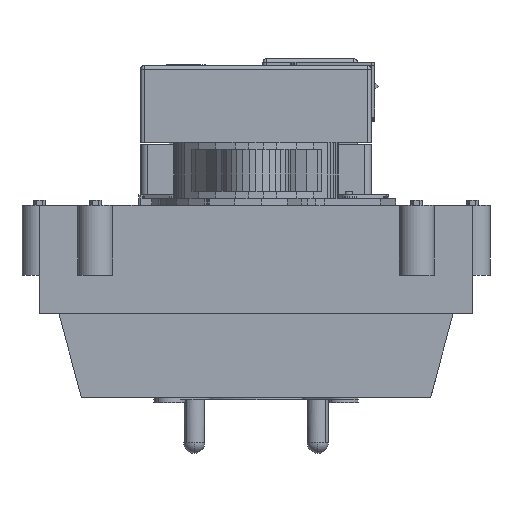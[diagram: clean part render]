
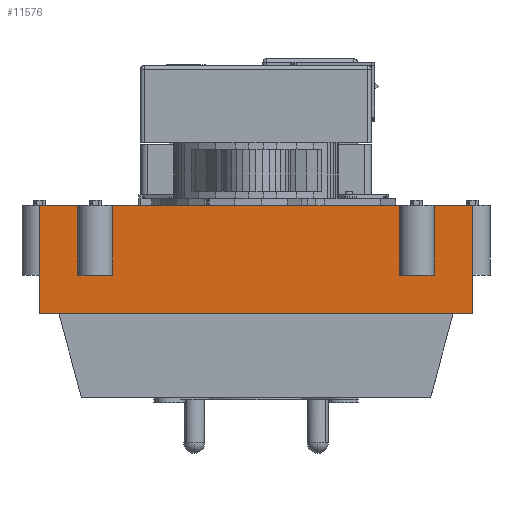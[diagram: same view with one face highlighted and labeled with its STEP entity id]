
A CAD part, left-side view. The second image highlights one B-rep face of the part: STEP entity #11576.
In plain terms, the highlighted planar face has unit normal (-1, 0, 0).
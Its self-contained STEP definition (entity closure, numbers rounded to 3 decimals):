
#10038=CARTESIAN_POINT('Line Origine',(-39.,46.,35.5)) ;
#10042=CARTESIAN_POINT('Vertex',(-39.,51.,35.5)) ;
#10044=CARTESIAN_POINT('Vertex',(-39.,41.,35.5)) ;
#10447=CARTESIAN_POINT('Line Origine',(-39.,-41.,45.5)) ;
#10451=CARTESIAN_POINT('Vertex',(-39.,-41.,55.5)) ;
#10453=CARTESIAN_POINT('Vertex',(-39.,-41.,35.5)) ;
#10460=CARTESIAN_POINT('Vertex',(-39.,-51.,35.5)) ;
#10463=CARTESIAN_POINT('Line Origine',(-39.,-51.,45.5)) ;
#10467=CARTESIAN_POINT('Vertex',(-39.,-51.,55.5)) ;
#11463=CARTESIAN_POINT('Vertex',(-39.,62.,24.5)) ;
#11466=CARTESIAN_POINT('Line Origine',(-39.,62.,40.)) ;
#11470=CARTESIAN_POINT('Vertex',(-39.,62.,55.5)) ;
#11493=CARTESIAN_POINT('Axis2P3D Location',(-39.,-62.,52.)) ;
#11498=CARTESIAN_POINT('Line Origine',(-39.,41.,45.5)) ;
#11502=CARTESIAN_POINT('Vertex',(-39.,41.,55.5)) ;
#11505=CARTESIAN_POINT('Line Origine',(-39.,51.,45.5)) ;
#11509=CARTESIAN_POINT('Vertex',(-39.,51.,55.5)) ;
#11512=CARTESIAN_POINT('Line Origine',(-39.,56.5,55.5)) ;
#11517=CARTESIAN_POINT('Line Origine',(-39.,0.,24.5)) ;
#11521=CARTESIAN_POINT('Vertex',(-39.,-62.,24.5)) ;
#11524=CARTESIAN_POINT('Line Origine',(-39.,-62.,40.)) ;
#11528=CARTESIAN_POINT('Vertex',(-39.,-62.,55.5)) ;
#11531=CARTESIAN_POINT('Line Origine',(-39.,-56.5,55.5)) ;
#11536=CARTESIAN_POINT('Line Origine',(-39.,-46.,35.5)) ;
#11541=CARTESIAN_POINT('Line Origine',(-39.,-25.214,55.5)) ;
#11545=CARTESIAN_POINT('Vertex',(-39.,-9.427,55.5)) ;
#11548=CARTESIAN_POINT('Line Origine',(-39.,2.188,55.5)) ;
#11552=CARTESIAN_POINT('Vertex',(-39.,13.802,55.5)) ;
#11555=CARTESIAN_POINT('Line Origine',(-39.,27.401,55.5)) ;
#10040=VECTOR('Line Direction',#10039,1.) ;
#10449=VECTOR('Line Direction',#10448,1.) ;
#10465=VECTOR('Line Direction',#10464,1.) ;
#11468=VECTOR('Line Direction',#11467,1.) ;
#11500=VECTOR('Line Direction',#11499,1.) ;
#11507=VECTOR('Line Direction',#11506,1.) ;
#11514=VECTOR('Line Direction',#11513,1.) ;
#11519=VECTOR('Line Direction',#11518,1.) ;
#11526=VECTOR('Line Direction',#11525,1.) ;
#11533=VECTOR('Line Direction',#11532,1.) ;
#11538=VECTOR('Line Direction',#11537,1.) ;
#11543=VECTOR('Line Direction',#11542,1.) ;
#11550=VECTOR('Line Direction',#11549,1.) ;
#11557=VECTOR('Line Direction',#11556,1.) ;
#10039=DIRECTION('Vector Direction',(0.,-1.,0.)) ;
#10448=DIRECTION('Vector Direction',(0.,0.,1.)) ;
#10464=DIRECTION('Vector Direction',(0.,0.,1.)) ;
#11467=DIRECTION('Vector Direction',(0.,0.,1.)) ;
#11494=DIRECTION('Axis2P3D Direction',(-1.,0.,0.)) ;
#11495=DIRECTION('Axis2P3D XDirection',(0.,-1.,0.)) ;
#11499=DIRECTION('Vector Direction',(0.,0.,1.)) ;
#11506=DIRECTION('Vector Direction',(0.,0.,-1.)) ;
#11513=DIRECTION('Vector Direction',(0.,1.,0.)) ;
#11518=DIRECTION('Vector Direction',(0.,1.,0.)) ;
#11525=DIRECTION('Vector Direction',(0.,0.,1.)) ;
#11532=DIRECTION('Vector Direction',(0.,1.,0.)) ;
#11537=DIRECTION('Vector Direction',(0.,-1.,0.)) ;
#11542=DIRECTION('Vector Direction',(0.,1.,0.)) ;
#11549=DIRECTION('Vector Direction',(0.,1.,0.)) ;
#11556=DIRECTION('Vector Direction',(0.,1.,0.)) ;
#11496=AXIS2_PLACEMENT_3D('Plane Axis2P3D',#11493,#11494,#11495) ;
#10041=LINE('Line',#10038,#10040) ;
#10450=LINE('Line',#10447,#10449) ;
#10466=LINE('Line',#10463,#10465) ;
#11469=LINE('Line',#11466,#11468) ;
#11501=LINE('Line',#11498,#11500) ;
#11508=LINE('Line',#11505,#11507) ;
#11515=LINE('Line',#11512,#11514) ;
#11520=LINE('Line',#11517,#11519) ;
#11527=LINE('Line',#11524,#11526) ;
#11534=LINE('Line',#11531,#11533) ;
#11539=LINE('Line',#11536,#11538) ;
#11544=LINE('Line',#11541,#11543) ;
#11551=LINE('Line',#11548,#11550) ;
#11558=LINE('Line',#11555,#11557) ;
#11497=PLANE('',#11496) ;
#10046=EDGE_CURVE('',#10043,#10045,#10041,.T.) ;
#10455=EDGE_CURVE('',#10452,#10454,#10450,.F.) ;
#10469=EDGE_CURVE('',#10461,#10468,#10466,.T.) ;
#11472=EDGE_CURVE('',#11464,#11471,#11469,.T.) ;
#11504=EDGE_CURVE('',#10045,#11503,#11501,.T.) ;
#11511=EDGE_CURVE('',#11510,#10043,#11508,.T.) ;
#11516=EDGE_CURVE('',#11510,#11471,#11515,.T.) ;
#11523=EDGE_CURVE('',#11522,#11464,#11520,.T.) ;
#11530=EDGE_CURVE('',#11522,#11529,#11527,.T.) ;
#11535=EDGE_CURVE('',#11529,#10468,#11534,.T.) ;
#11540=EDGE_CURVE('',#10454,#10461,#11539,.T.) ;
#11547=EDGE_CURVE('',#10452,#11546,#11544,.T.) ;
#11554=EDGE_CURVE('',#11546,#11553,#11551,.T.) ;
#11559=EDGE_CURVE('',#11553,#11503,#11558,.T.) ;
#11561=ORIENTED_EDGE('',*,*,#11504,.F.) ;
#11562=ORIENTED_EDGE('',*,*,#10046,.F.) ;
#11563=ORIENTED_EDGE('',*,*,#11511,.F.) ;
#11564=ORIENTED_EDGE('',*,*,#11516,.T.) ;
#11565=ORIENTED_EDGE('',*,*,#11472,.F.) ;
#11566=ORIENTED_EDGE('',*,*,#11523,.F.) ;
#11567=ORIENTED_EDGE('',*,*,#11530,.T.) ;
#11568=ORIENTED_EDGE('',*,*,#11535,.T.) ;
#11569=ORIENTED_EDGE('',*,*,#10469,.F.) ;
#11570=ORIENTED_EDGE('',*,*,#11540,.F.) ;
#11571=ORIENTED_EDGE('',*,*,#10455,.F.) ;
#11572=ORIENTED_EDGE('',*,*,#11547,.T.) ;
#11573=ORIENTED_EDGE('',*,*,#11554,.T.) ;
#11574=ORIENTED_EDGE('',*,*,#11559,.T.) ;
#11560=EDGE_LOOP('',(#11561,#11562,#11563,#11564,#11565,#11566,#11567,#11568,#11569,#11570,#11571,#11572,#11573,#11574)) ;
#10043=VERTEX_POINT('',#10042) ;
#10045=VERTEX_POINT('',#10044) ;
#10452=VERTEX_POINT('',#10451) ;
#10454=VERTEX_POINT('',#10453) ;
#10461=VERTEX_POINT('',#10460) ;
#10468=VERTEX_POINT('',#10467) ;
#11464=VERTEX_POINT('',#11463) ;
#11471=VERTEX_POINT('',#11470) ;
#11503=VERTEX_POINT('',#11502) ;
#11510=VERTEX_POINT('',#11509) ;
#11522=VERTEX_POINT('',#11521) ;
#11529=VERTEX_POINT('',#11528) ;
#11546=VERTEX_POINT('',#11545) ;
#11553=VERTEX_POINT('',#11552) ;
#11576=ADVANCED_FACE('1',(#11575),#11497,.T.) ;
#11575=FACE_OUTER_BOUND('',#11560,.T.) ;
